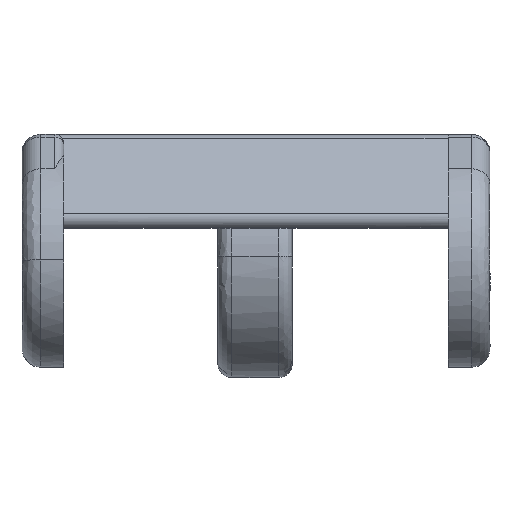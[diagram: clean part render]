
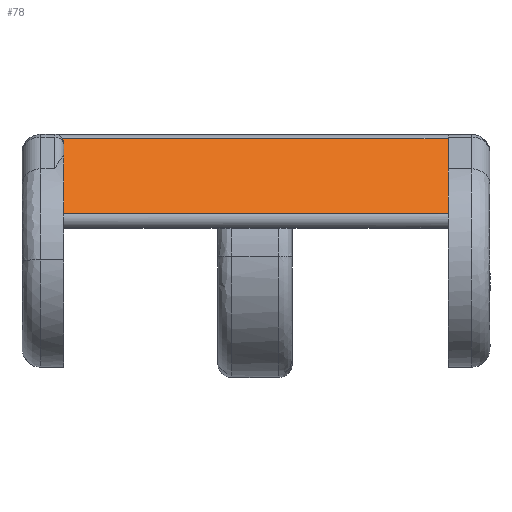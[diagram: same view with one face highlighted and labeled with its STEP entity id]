
A CAD part, top view. The second image highlights one B-rep face of the part: STEP entity #78.
In plain terms, the highlighted planar face has unit normal (0, 0.574, 0.819).
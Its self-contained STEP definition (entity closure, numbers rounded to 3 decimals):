
#78=ADVANCED_FACE('',(#273),#2760,.T.);
#273=FACE_OUTER_BOUND('',#478,.T.);
#478=EDGE_LOOP('',(#882,#883,#884,#885,#886,#887));
#882=ORIENTED_EDGE('',*,*,#1746,.F.);
#883=ORIENTED_EDGE('',*,*,#1747,.F.);
#884=ORIENTED_EDGE('',*,*,#1748,.F.);
#885=ORIENTED_EDGE('',*,*,#1749,.F.);
#886=ORIENTED_EDGE('',*,*,#1750,.F.);
#887=ORIENTED_EDGE('',*,*,#1745,.F.);
#1745=EDGE_CURVE('',#2605,#2606,#2138,.T.);
#1746=EDGE_CURVE('',#2660,#2605,#2139,.T.);
#1747=EDGE_CURVE('',#2643,#2660,#2306,.T.);
#1748=EDGE_CURVE('',#2642,#2643,#2140,.T.);
#1749=EDGE_CURVE('',#2661,#2642,#2307,.T.);
#1750=EDGE_CURVE('',#2606,#2661,#2141,.T.);
#2138=B_SPLINE_CURVE_WITH_KNOTS('',1,(#7514,#7515),.UNSPECIFIED.,.F.,.F.,
(2,2),(-9.766,0.),.UNSPECIFIED.);
#2139=B_SPLINE_CURVE_WITH_KNOTS('',1,(#7516,#7517),.UNSPECIFIED.,.F.,.F.,
(2,2),(-41.381,0.),.UNSPECIFIED.);
#2140=B_SPLINE_CURVE_WITH_KNOTS('',1,(#7522,#7523),.UNSPECIFIED.,.F.,.F.,
(2,2),(-6.079,0.),.UNSPECIFIED.);
#2141=B_SPLINE_CURVE_WITH_KNOTS('',1,(#7528,#7529),.UNSPECIFIED.,.F.,.F.,
(2,2),(-41.406,0.),.UNSPECIFIED.);
#2306=(
BOUNDED_CURVE()
B_SPLINE_CURVE(3,(#7518,#7519,#7520,#7521),.UNSPECIFIED.,.F.,.F.)
B_SPLINE_CURVE_WITH_KNOTS((4,4),(-0.74,0.),.UNSPECIFIED.)
CURVE()
GEOMETRIC_REPRESENTATION_ITEM()
RATIONAL_B_SPLINE_CURVE((1.,0.969,0.969,1.))
REPRESENTATION_ITEM('')
);
#2307=(
BOUNDED_CURVE()
B_SPLINE_CURVE(3,(#7524,#7525,#7526,#7527),.UNSPECIFIED.,.F.,.F.)
B_SPLINE_CURVE_WITH_KNOTS((4,4),(-3.,0.),.UNSPECIFIED.)
CURVE()
GEOMETRIC_REPRESENTATION_ITEM()
RATIONAL_B_SPLINE_CURVE((1.,0.965,0.965,1.))
REPRESENTATION_ITEM('')
);
#2605=VERTEX_POINT('',#6739);
#2606=VERTEX_POINT('',#6740);
#2642=VERTEX_POINT('',#6776);
#2643=VERTEX_POINT('',#6777);
#2660=VERTEX_POINT('',#6794);
#2661=VERTEX_POINT('',#6795);
#2760=PLANE('',#3073);
#3073=AXIS2_PLACEMENT_3D('',#3732,#3209,$);
#3209=DIRECTION('',(0.,0.574,0.819));
#3732=CARTESIAN_POINT('',(-12.793,1985.843,193.62));
#6739=CARTESIAN_POINT('',(32.753,1994.643,187.458));
#6740=CARTESIAN_POINT('',(32.753,1986.643,193.06));
#6776=CARTESIAN_POINT('',(-8.447,1989.09,191.346));
#6777=CARTESIAN_POINT('',(-8.447,1994.07,187.86));
#6794=CARTESIAN_POINT('',(-8.627,1994.643,187.458));
#6795=CARTESIAN_POINT('',(-8.652,1986.643,193.06));
#7514=CARTESIAN_POINT('',(32.753,1994.643,187.458));
#7515=CARTESIAN_POINT('',(32.753,1986.643,193.06));
#7516=CARTESIAN_POINT('',(-8.627,1994.643,187.458));
#7517=CARTESIAN_POINT('',(32.753,1994.643,187.458));
#7518=CARTESIAN_POINT('',(-8.447,1994.07,187.86));
#7519=CARTESIAN_POINT('',(-8.447,1994.277,187.715));
#7520=CARTESIAN_POINT('',(-8.509,1994.474,187.577));
#7521=CARTESIAN_POINT('',(-8.627,1994.643,187.458));
#7522=CARTESIAN_POINT('',(-8.447,1989.09,191.346));
#7523=CARTESIAN_POINT('',(-8.447,1994.07,187.86));
#7524=CARTESIAN_POINT('',(-8.652,1986.643,193.06));
#7525=CARTESIAN_POINT('',(-8.518,1987.352,192.563));
#7526=CARTESIAN_POINT('',(-8.447,1988.197,191.971));
#7527=CARTESIAN_POINT('',(-8.447,1989.09,191.346));
#7528=CARTESIAN_POINT('',(32.753,1986.643,193.06));
#7529=CARTESIAN_POINT('',(-8.652,1986.643,193.06));
